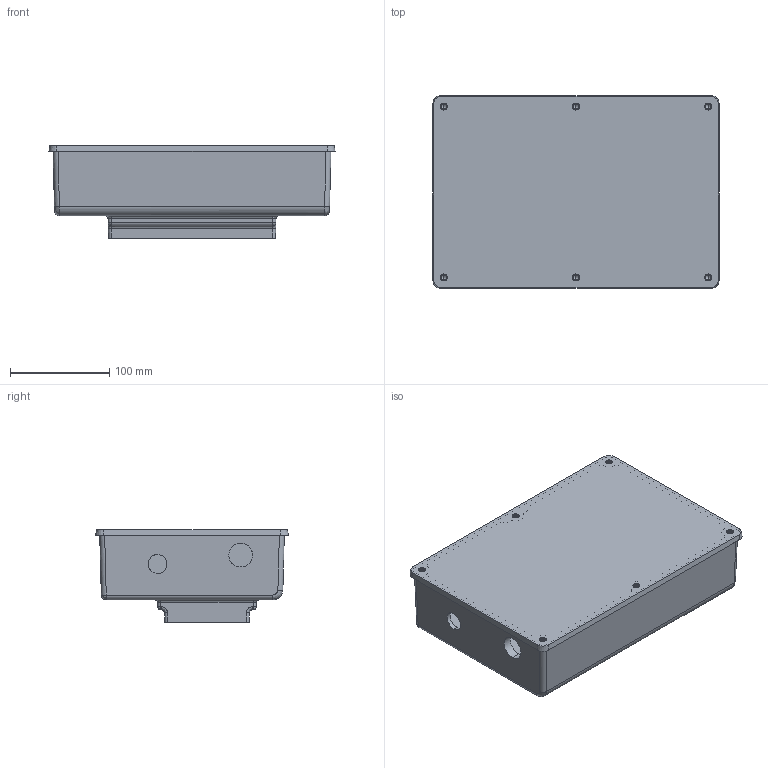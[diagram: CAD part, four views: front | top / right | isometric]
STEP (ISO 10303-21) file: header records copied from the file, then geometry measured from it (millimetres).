
FILE_DESCRIPTION (( 'STEP AP214' ), '1' );
FILE_NAME ('MTAF2-JBOX-180.STEP', '2020-07-08T15:01:26', ( '' ), ( '' ), 'SwSTEP 2.0', 'SolidWorks 2017', '' );
FILE_SCHEMA (( 'AUTOMOTIVE_DESIGN' ));
Length unit declared in the file: inch
Products named in the file (1): MTAF2-JBOX-180
Bounding box: 288.02 x 194.02 x 93.6 mm (x, y, z)
Volume: 679118.9 mm3; surface area: 359356.4 mm2
Topology: 2 solids, 2 shells, 505 faces, 1201 edges, 696 vertices
Faces by surface type: cylinder 186, bspline 157, plane 90, cone 72
Entity records: 23279 total; most frequent: CARTESIAN_POINT 12842, ORIENTED_EDGE 2364, DIRECTION 1879, EDGE_CURVE 1182, AXIS2_PLACEMENT_3D 711, VERTEX_POINT 696, EDGE_LOOP 546, ADVANCED_FACE 505
